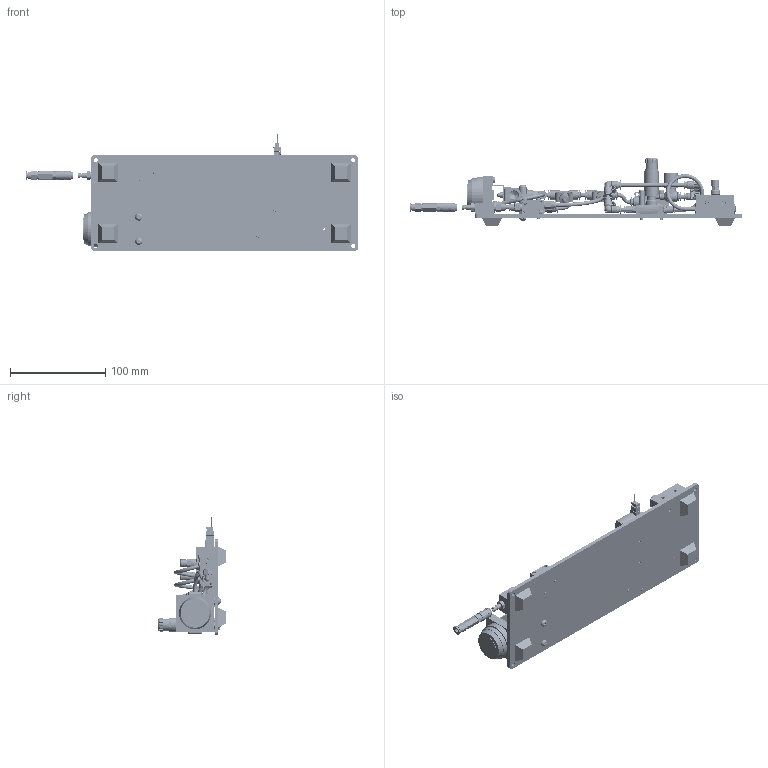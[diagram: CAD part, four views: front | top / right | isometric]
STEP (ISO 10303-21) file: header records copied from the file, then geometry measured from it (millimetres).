
FILE_DESCRIPTION (( 'STEP AP214' ), '1' );
FILE_NAME ('INGUN_115870.STEP', '2024-11-06T09:29:57', ( '' ), ( '' ), 'SwSTEP 2.0', 'SolidWorks 2023', '' );
FILE_SCHEMA (( 'AUTOMOTIVE_DESIGN' ));
Length unit declared in the file: millimetre
Products named in the file (31): 112067~0_S; 115879~0_S; 24535~0_S; 2720~0; 36547~0_S; 26707~2_L = 025 <S>; 27077~0; 26707~2_für 115870 <S>; 26813~0; 115875~1_S; 3158~0; ISO7380~n_M03,0x014; 26809~0; ISO7380~n_M02,5x020; INGUN_115870; SKB-II~skii_M5,0x15 St; 26707~2_L = 090<S>; 3981~2; ISO7380~n_M04,0x008; 116124~0_S; 115876~0_S; 26824~0_S; 116023~0_grün<S>; ISO7380~n_M04,0x020; DIN912~n_M04,0x035; 115871~2_S; DIN912~n_M03,0x010; DIN912~n_M04,0x018; ISO7380~n_M03,0x030; SKB-II~skii_M4,0x12 St; 51957~0_S
Assembly tree (64 placements, depth 2):
  INGUN_115870
    115871~2_S
    115875~1_S
    115876~0_S
    116023~0_grün<S>
    116124~0_S
    115879~0_S
    112067~0_S
    26824~0_S  x2
    36547~0_S
    2720~0  x4
    SKB-II~skii_M5,0x15 St
    SKB-II~skii_M4,0x12 St  x2
    51957~0_S  x2
    26809~0  x6
    27077~0  x4
    26813~0  x2
    24535~0_S
    3158~0
    3981~2
    26707~2_für 115870 <S>
    26707~2_L = 025 <S>  x7
    26707~2_L = 090<S>
    ISO7380~n_M04,0x020  x2
    ISO7380~n_M03,0x014  x6
    ISO7380~n_M03,0x030  x2
    DIN912~n_M04,0x018  x2
    DIN912~n_M03,0x010  x2
    DIN912~n_M04,0x035  x3
    ISO7380~n_M04,0x008  x2
    ISO7380~n_M02,5x020  x2
Bounding box: 348.2 x 70.6 x 123.3 mm (x, y, z)
Volume: 271187.6 mm3; surface area: 173692 mm2
Topology: 80 solids, 80 shells, 4051 faces, 9971 edges, 6342 vertices
Faces by surface type: cylinder 1538, plane 1384, cone 678, bspline 357, torus 90, sphere 4
Entity records: 100279 total; most frequent: CARTESIAN_POINT 31505, ORIENTED_EDGE 14224, DIRECTION 13904, EDGE_CURVE 7112, AXIS2_PLACEMENT_3D 5272, VERTEX_POINT 4554, LINE 3360, VECTOR 3360
